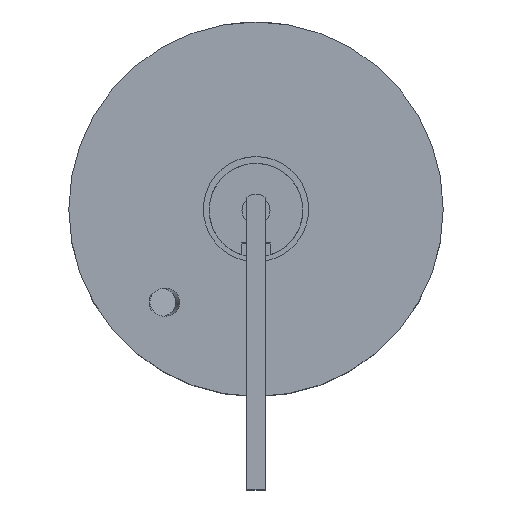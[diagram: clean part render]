
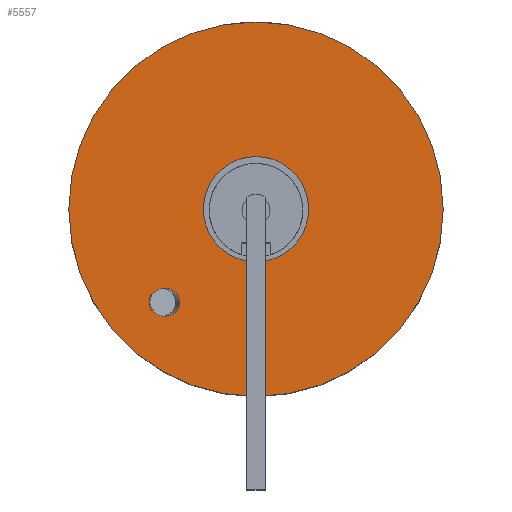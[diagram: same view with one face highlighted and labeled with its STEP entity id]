
A CAD part, top view. The second image highlights one B-rep face of the part: STEP entity #5557.
In plain terms, the highlighted planar face has unit normal (0, 0, 1).
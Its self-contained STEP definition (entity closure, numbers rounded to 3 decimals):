
#27=ELLIPSE('',#5880,3.193,3.);
#146=FACE_BOUND('',#846,.T.);
#147=FACE_BOUND('',#847,.T.);
#496=FACE_OUTER_BOUND('',#845,.T.);
#845=EDGE_LOOP('',(#4989));
#846=EDGE_LOOP('',(#4990));
#847=EDGE_LOOP('',(#4991));
#903=CIRCLE('',#5875,11.25);
#906=CIRCLE('',#5883,40.);
#2730=VERTEX_POINT('',#9517);
#2733=VERTEX_POINT('',#9526);
#2734=VERTEX_POINT('',#9531);
#3484=EDGE_CURVE('',#2730,#2730,#903,.T.);
#3489=EDGE_CURVE('',#2733,#2733,#27,.T.);
#3490=EDGE_CURVE('',#2734,#2734,#906,.T.);
#4989=ORIENTED_EDGE('',*,*,#3490,.T.);
#4990=ORIENTED_EDGE('',*,*,#3484,.T.);
#4991=ORIENTED_EDGE('',*,*,#3489,.T.);
#5288=PLANE('',#5884);
#5557=ADVANCED_FACE('',(#496,#146,#147),#5288,.T.);
#5875=AXIS2_PLACEMENT_3D('',#9518,#7061,#7062);
#5880=AXIS2_PLACEMENT_3D('',#9528,#7073,#7074);
#5883=AXIS2_PLACEMENT_3D('',#9532,#7079,#7080);
#5884=AXIS2_PLACEMENT_3D('',#9534,#7082,#7083);
#7061=DIRECTION('center_axis',(0.,0.,-1.));
#7062=DIRECTION('ref_axis',(-1.,0.,0.));
#7073=DIRECTION('center_axis',(0.,0.,-1.));
#7074=DIRECTION('ref_axis',(1.,-0.007,0.));
#7079=DIRECTION('center_axis',(0.,0.,1.));
#7080=DIRECTION('ref_axis',(1.,0.,0.));
#7082=DIRECTION('center_axis',(0.,0.,1.));
#7083=DIRECTION('ref_axis',(1.,0.,0.));
#9517=CARTESIAN_POINT('',(11.25,0.,5.));
#9518=CARTESIAN_POINT('Origin',(0.,0.,5.));
#9526=CARTESIAN_POINT('',(-22.663,-19.863,5.));
#9528=CARTESIAN_POINT('Origin',(-19.47,-19.865,5.));
#9531=CARTESIAN_POINT('',(-40.,0.,5.));
#9532=CARTESIAN_POINT('Origin',(0.,0.,5.));
#9534=CARTESIAN_POINT('Origin',(0.,0.,5.));
